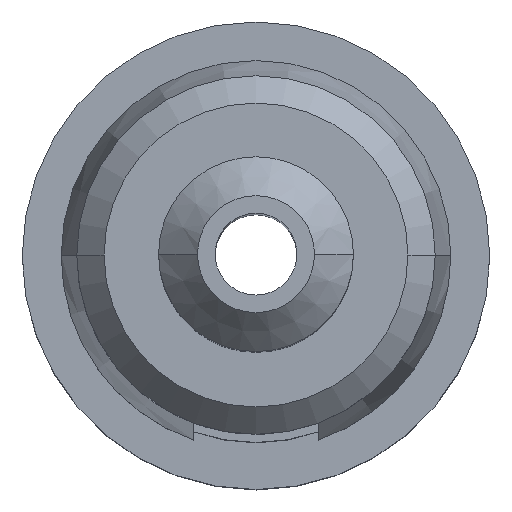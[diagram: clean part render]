
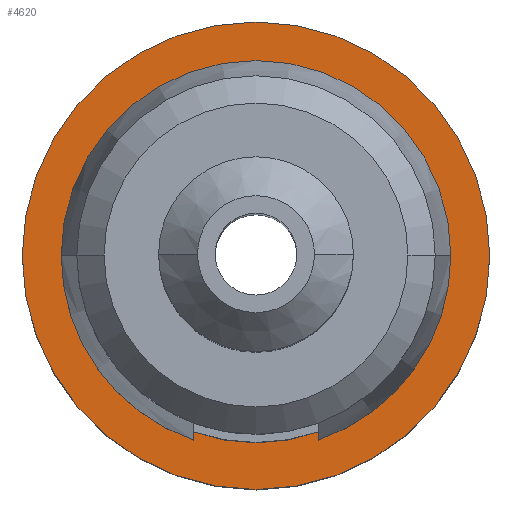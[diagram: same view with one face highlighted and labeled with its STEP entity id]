
A CAD part, top view. The second image highlights one B-rep face of the part: STEP entity #4620.
In plain terms, the highlighted planar face has unit normal (0, 0, 1).
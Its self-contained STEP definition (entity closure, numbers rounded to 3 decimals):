
#4120=CARTESIAN_POINT('',(64.247,77.38,-26.4));
#4130=VERTEX_POINT('',#4120);
#4230=CARTESIAN_POINT('',(69.047,77.38,-26.4));
#4240=VERTEX_POINT('',#4230);
#4270=CARTESIAN_POINT('',(66.647,77.38,-26.4));
#4280=DIRECTION('',(0.,0.,1.));
#4290=DIRECTION('',(1.,0.,0.));
#4300=AXIS2_PLACEMENT_3D('',#4270,#4280,#4290);
#4310=CIRCLE('',#4300,2.4);
#4320=EDGE_CURVE('',#4130,#4240,#4310,.T.);
#4370=CARTESIAN_POINT('',(69.347,77.38,-26.4));
#4380=DIRECTION('',(0.,0.,-1.));
#4390=DIRECTION('',(1.,0.,0.));
#4400=AXIS2_PLACEMENT_3D('',#4370,#4380,#4390);
#4410=PLANE('',#4400);
#4420=CARTESIAN_POINT('',(66.647,77.38,-26.4));
#4430=DIRECTION('',(0.,0.,1.));
#4440=DIRECTION('',(1.,0.,0.));
#4450=AXIS2_PLACEMENT_3D('',#4420,#4430,#4440);
#4460=CIRCLE('',#4450,3.);
#4470=CARTESIAN_POINT('',(69.647,77.38,-26.4));
#4480=VERTEX_POINT('',#4470);
#4490=CARTESIAN_POINT('',(63.647,77.38,-26.4));
#4500=VERTEX_POINT('',#4490);
#4510=EDGE_CURVE('',#4480,#4500,#4460,.T.);
#4520=ORIENTED_EDGE('',*,*,#4510,.T.);
#4530=EDGE_CURVE('',#4500,#4480,#4460,.T.);
#4540=ORIENTED_EDGE('',*,*,#4530,.T.);
#4550=EDGE_LOOP('',(#4540,#4520));
#4560=FACE_OUTER_BOUND('',#4550,.T.);
#4570=EDGE_CURVE('',#4240,#4130,#4310,.T.);
#4580=ORIENTED_EDGE('',*,*,#4570,.F.);
#4590=ORIENTED_EDGE('',*,*,#4320,.F.);
#4600=EDGE_LOOP('',(#4590,#4580));
#4610=FACE_BOUND('',#4600,.T.);
#4620=ADVANCED_FACE('',(#4560,#4610),#4410,.F.);
